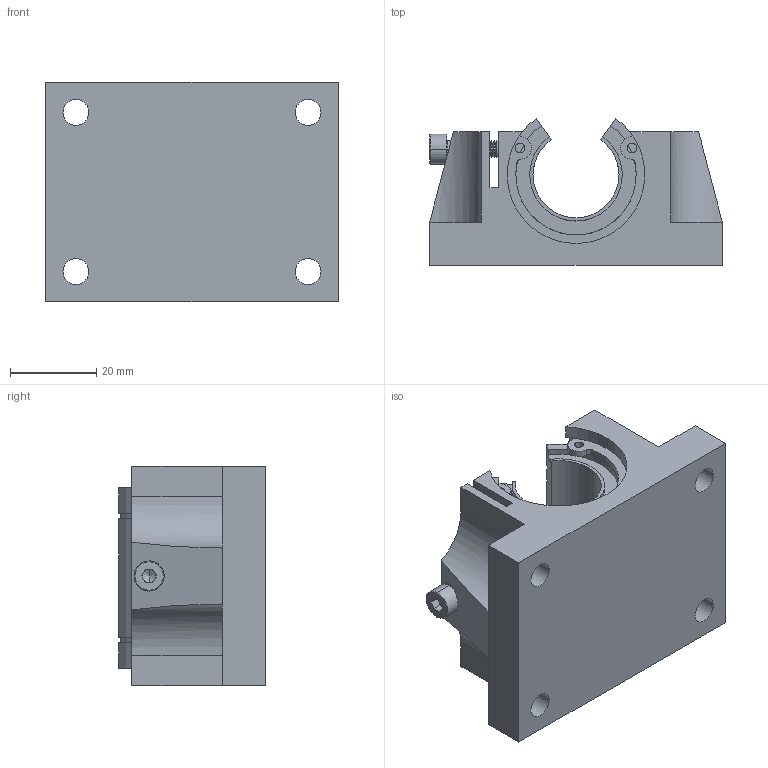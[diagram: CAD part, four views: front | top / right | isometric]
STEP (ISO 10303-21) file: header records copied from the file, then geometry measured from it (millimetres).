
FILE_DESCRIPTION (( 'STEP AP214' ), '1' );
FILE_NAME ('B581 Ëèíåéíûé ïîäøèïíèê TBR â àëþìèíèåâîì êîðïóñå äëÿ âàëîâ O 20 ìì.STEP', '2025-04-15T09:50:33', ( '' ), ( '' ), 'SwSTEP 2.0', 'SolidWorks 2025', '' );
FILE_SCHEMA (( 'AUTOMOTIVE_DESIGN' ));
Length unit declared in the file: millimetre
Products named in the file (1): B581 Линейный подшипник TBR в алюминиевом корпусе для валов Ø 20 мм
Bounding box: 68 x 34.06 x 51 mm (x, y, z)
Volume: 67493.9 mm3; surface area: 31166.7 mm2
Topology: 6 solids, 6 shells, 244 faces, 644 edges, 413 vertices
Faces by surface type: cylinder 117, cone 64, plane 59, torus 4
Entity records: 10434 total; most frequent: DIRECTION 1466, CARTESIAN_POINT 1318, ORIENTED_EDGE 1284, EDGE_CURVE 642, AXIS2_PLACEMENT_3D 585, VERTEX_POINT 413, CIRCLE 340, LINE 296
